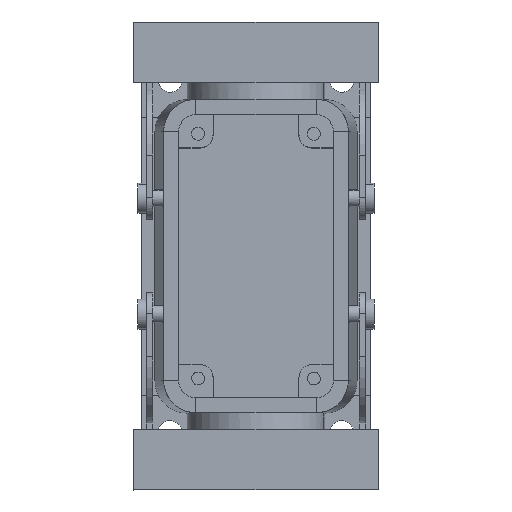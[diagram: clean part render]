
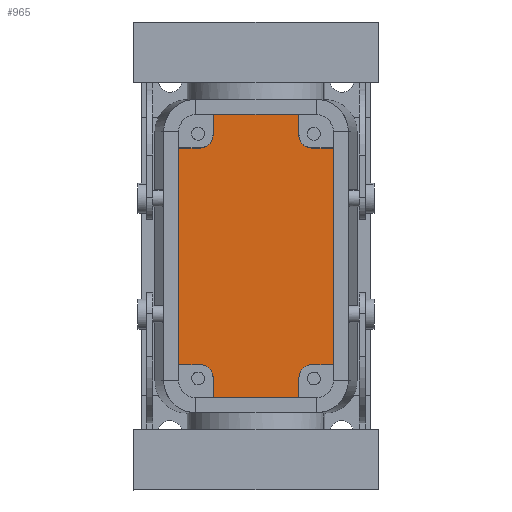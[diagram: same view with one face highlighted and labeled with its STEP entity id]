
A CAD part, top view. The second image highlights one B-rep face of the part: STEP entity #965.
In plain terms, the highlighted planar face has unit normal (0, 0, 1).
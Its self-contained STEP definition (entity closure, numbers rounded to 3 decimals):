
#806=AXIS2_PLACEMENT_3D('Plane Axis2P3D',#803,#804,#805) ;
#258=CARTESIAN_POINT('Line Origine',(28.5,21.5,5.5)) ;
#262=CARTESIAN_POINT('Vertex',(18.5,21.5,5.5)) ;
#264=CARTESIAN_POINT('Vertex',(38.5,21.5,5.5)) ;
#803=CARTESIAN_POINT('Axis2P3D Location',(28.5,54.5,5.5)) ;
#809=CARTESIAN_POINT('Control Point',(18.5,82.75,5.5)) ;
#810=CARTESIAN_POINT('Control Point',(18.5,82.411,5.5)) ;
#811=CARTESIAN_POINT('Control Point',(18.452,82.071,5.5)) ;
#812=CARTESIAN_POINT('Control Point',(18.356,81.741,5.5)) ;
#813=CARTESIAN_POINT('Control Point',(18.073,81.116,5.5)) ;
#814=CARTESIAN_POINT('Control Point',(17.628,80.595,5.5)) ;
#815=CARTESIAN_POINT('Control Point',(17.37,80.367,5.5)) ;
#816=CARTESIAN_POINT('Control Point',(16.861,80.033,5.5)) ;
#817=CARTESIAN_POINT('Control Point',(16.287,79.837,5.5)) ;
#818=CARTESIAN_POINT('Control Point',(16.027,79.779,5.5)) ;
#819=CARTESIAN_POINT('Control Point',(15.764,79.75,5.5)) ;
#820=CARTESIAN_POINT('Control Point',(15.5,79.75,5.5)) ;
#821=CARTESIAN_POINT('Vertex',(15.5,79.75,5.5)) ;
#823=CARTESIAN_POINT('Vertex',(18.5,82.75,5.5)) ;
#826=CARTESIAN_POINT('Line Origine',(13.,79.75,5.5)) ;
#830=CARTESIAN_POINT('Vertex',(10.5,79.75,5.5)) ;
#833=CARTESIAN_POINT('Line Origine',(10.5,54.5,5.5)) ;
#837=CARTESIAN_POINT('Vertex',(10.5,29.25,5.5)) ;
#840=CARTESIAN_POINT('Line Origine',(13.,29.25,5.5)) ;
#844=CARTESIAN_POINT('Vertex',(15.5,29.25,5.5)) ;
#848=CARTESIAN_POINT('Control Point',(15.5,29.25,5.5)) ;
#849=CARTESIAN_POINT('Control Point',(15.839,29.25,5.5)) ;
#850=CARTESIAN_POINT('Control Point',(16.179,29.202,5.5)) ;
#851=CARTESIAN_POINT('Control Point',(16.509,29.106,5.5)) ;
#852=CARTESIAN_POINT('Control Point',(17.134,28.823,5.5)) ;
#853=CARTESIAN_POINT('Control Point',(17.655,28.378,5.5)) ;
#854=CARTESIAN_POINT('Control Point',(17.883,28.12,5.5)) ;
#855=CARTESIAN_POINT('Control Point',(18.217,27.611,5.5)) ;
#856=CARTESIAN_POINT('Control Point',(18.413,27.037,5.5)) ;
#857=CARTESIAN_POINT('Control Point',(18.471,26.777,5.5)) ;
#858=CARTESIAN_POINT('Control Point',(18.5,26.514,5.5)) ;
#859=CARTESIAN_POINT('Control Point',(18.5,26.25,5.5)) ;
#860=CARTESIAN_POINT('Vertex',(18.5,26.25,5.5)) ;
#863=CARTESIAN_POINT('Line Origine',(18.5,23.875,5.5)) ;
#868=CARTESIAN_POINT('Line Origine',(38.5,23.875,5.5)) ;
#872=CARTESIAN_POINT('Vertex',(38.5,26.25,5.5)) ;
#876=CARTESIAN_POINT('Control Point',(38.5,26.25,5.5)) ;
#877=CARTESIAN_POINT('Control Point',(38.5,26.589,5.5)) ;
#878=CARTESIAN_POINT('Control Point',(38.548,26.929,5.5)) ;
#879=CARTESIAN_POINT('Control Point',(38.644,27.259,5.5)) ;
#880=CARTESIAN_POINT('Control Point',(38.927,27.884,5.5)) ;
#881=CARTESIAN_POINT('Control Point',(39.372,28.405,5.5)) ;
#882=CARTESIAN_POINT('Control Point',(39.63,28.633,5.5)) ;
#883=CARTESIAN_POINT('Control Point',(40.139,28.967,5.5)) ;
#884=CARTESIAN_POINT('Control Point',(40.713,29.163,5.5)) ;
#885=CARTESIAN_POINT('Control Point',(40.973,29.221,5.5)) ;
#886=CARTESIAN_POINT('Control Point',(41.236,29.25,5.5)) ;
#887=CARTESIAN_POINT('Control Point',(41.5,29.25,5.5)) ;
#888=CARTESIAN_POINT('Vertex',(41.5,29.25,5.5)) ;
#891=CARTESIAN_POINT('Line Origine',(44.,29.25,5.5)) ;
#895=CARTESIAN_POINT('Vertex',(46.5,29.25,5.5)) ;
#898=CARTESIAN_POINT('Line Origine',(46.5,54.5,5.5)) ;
#902=CARTESIAN_POINT('Vertex',(46.5,79.75,5.5)) ;
#905=CARTESIAN_POINT('Line Origine',(44.,79.75,5.5)) ;
#909=CARTESIAN_POINT('Vertex',(41.5,79.75,5.5)) ;
#913=CARTESIAN_POINT('Control Point',(41.5,79.75,5.5)) ;
#914=CARTESIAN_POINT('Control Point',(41.161,79.75,5.5)) ;
#915=CARTESIAN_POINT('Control Point',(40.821,79.798,5.5)) ;
#916=CARTESIAN_POINT('Control Point',(40.491,79.894,5.5)) ;
#917=CARTESIAN_POINT('Control Point',(39.866,80.177,5.5)) ;
#918=CARTESIAN_POINT('Control Point',(39.345,80.622,5.5)) ;
#919=CARTESIAN_POINT('Control Point',(39.117,80.88,5.5)) ;
#920=CARTESIAN_POINT('Control Point',(38.783,81.389,5.5)) ;
#921=CARTESIAN_POINT('Control Point',(38.587,81.963,5.5)) ;
#922=CARTESIAN_POINT('Control Point',(38.529,82.223,5.5)) ;
#923=CARTESIAN_POINT('Control Point',(38.5,82.486,5.5)) ;
#924=CARTESIAN_POINT('Control Point',(38.5,82.75,5.5)) ;
#925=CARTESIAN_POINT('Vertex',(38.5,82.75,5.5)) ;
#928=CARTESIAN_POINT('Line Origine',(38.5,85.125,5.5)) ;
#932=CARTESIAN_POINT('Vertex',(38.5,87.5,5.5)) ;
#935=CARTESIAN_POINT('Line Origine',(28.5,87.5,5.5)) ;
#939=CARTESIAN_POINT('Vertex',(18.5,87.5,5.5)) ;
#942=CARTESIAN_POINT('Line Origine',(18.5,85.125,5.5)) ;
#259=DIRECTION('Vector Direction',(1.,0.,0.)) ;
#804=DIRECTION('Axis2P3D Direction',(0.,-0.,1.)) ;
#805=DIRECTION('Axis2P3D XDirection',(0.,1.,0.)) ;
#827=DIRECTION('Vector Direction',(1.,0.,0.)) ;
#834=DIRECTION('Vector Direction',(0.,1.,0.)) ;
#841=DIRECTION('Vector Direction',(1.,0.,0.)) ;
#864=DIRECTION('Vector Direction',(0.,-1.,0.)) ;
#869=DIRECTION('Vector Direction',(0.,-1.,0.)) ;
#892=DIRECTION('Vector Direction',(-1.,0.,0.)) ;
#899=DIRECTION('Vector Direction',(0.,-1.,0.)) ;
#906=DIRECTION('Vector Direction',(-1.,0.,0.)) ;
#929=DIRECTION('Vector Direction',(0.,1.,0.)) ;
#936=DIRECTION('Vector Direction',(-1.,0.,0.)) ;
#943=DIRECTION('Vector Direction',(0.,1.,0.)) ;
#260=VECTOR('Line Direction',#259,1.) ;
#828=VECTOR('Line Direction',#827,1.) ;
#835=VECTOR('Line Direction',#834,1.) ;
#842=VECTOR('Line Direction',#841,1.) ;
#865=VECTOR('Line Direction',#864,1.) ;
#870=VECTOR('Line Direction',#869,1.) ;
#893=VECTOR('Line Direction',#892,1.) ;
#900=VECTOR('Line Direction',#899,1.) ;
#907=VECTOR('Line Direction',#906,1.) ;
#930=VECTOR('Line Direction',#929,1.) ;
#937=VECTOR('Line Direction',#936,1.) ;
#944=VECTOR('Line Direction',#943,1.) ;
#948=ORIENTED_EDGE('',*,*,#825,.F.) ;
#949=ORIENTED_EDGE('',*,*,#832,.F.) ;
#950=ORIENTED_EDGE('',*,*,#839,.T.) ;
#951=ORIENTED_EDGE('',*,*,#846,.T.) ;
#952=ORIENTED_EDGE('',*,*,#862,.F.) ;
#953=ORIENTED_EDGE('',*,*,#867,.T.) ;
#954=ORIENTED_EDGE('',*,*,#266,.T.) ;
#955=ORIENTED_EDGE('',*,*,#874,.F.) ;
#956=ORIENTED_EDGE('',*,*,#890,.F.) ;
#957=ORIENTED_EDGE('',*,*,#897,.F.) ;
#958=ORIENTED_EDGE('',*,*,#904,.T.) ;
#959=ORIENTED_EDGE('',*,*,#911,.T.) ;
#960=ORIENTED_EDGE('',*,*,#927,.F.) ;
#961=ORIENTED_EDGE('',*,*,#934,.T.) ;
#962=ORIENTED_EDGE('',*,*,#941,.T.) ;
#963=ORIENTED_EDGE('',*,*,#946,.F.) ;
#965=ADVANCED_FACE('Housing',(#964),#807,.T.) ;
#808=B_SPLINE_CURVE_WITH_KNOTS('',5,(#809,#810,#811,#812,#813,#814,#815,#816,#817,#818,#819,#820),.UNSPECIFIED.,.F.,.U.,(6,3,3,6),(0.,2.4,4.8,6.664),.UNSPECIFIED.) ;
#847=B_SPLINE_CURVE_WITH_KNOTS('',5,(#848,#849,#850,#851,#852,#853,#854,#855,#856,#857,#858,#859),.UNSPECIFIED.,.F.,.U.,(6,3,3,6),(0.,2.4,4.8,6.664),.UNSPECIFIED.) ;
#875=B_SPLINE_CURVE_WITH_KNOTS('',5,(#876,#877,#878,#879,#880,#881,#882,#883,#884,#885,#886,#887),.UNSPECIFIED.,.F.,.U.,(6,3,3,6),(0.,2.4,4.8,6.664),.UNSPECIFIED.) ;
#912=B_SPLINE_CURVE_WITH_KNOTS('',5,(#913,#914,#915,#916,#917,#918,#919,#920,#921,#922,#923,#924),.UNSPECIFIED.,.F.,.U.,(6,3,3,6),(0.,2.4,4.8,6.664),.UNSPECIFIED.) ;
#266=EDGE_CURVE('',#263,#265,#261,.T.) ;
#825=EDGE_CURVE('',#822,#824,#808,.F.) ;
#832=EDGE_CURVE('',#831,#822,#829,.T.) ;
#839=EDGE_CURVE('',#831,#838,#836,.F.) ;
#846=EDGE_CURVE('',#838,#845,#843,.T.) ;
#862=EDGE_CURVE('',#861,#845,#847,.F.) ;
#867=EDGE_CURVE('',#861,#263,#866,.T.) ;
#874=EDGE_CURVE('',#873,#265,#871,.T.) ;
#890=EDGE_CURVE('',#889,#873,#875,.F.) ;
#897=EDGE_CURVE('',#896,#889,#894,.T.) ;
#904=EDGE_CURVE('',#896,#903,#901,.F.) ;
#911=EDGE_CURVE('',#903,#910,#908,.T.) ;
#927=EDGE_CURVE('',#926,#910,#912,.F.) ;
#934=EDGE_CURVE('',#926,#933,#931,.T.) ;
#941=EDGE_CURVE('',#933,#940,#938,.T.) ;
#946=EDGE_CURVE('',#824,#940,#945,.T.) ;
#947=EDGE_LOOP('',(#948,#949,#950,#951,#952,#953,#954,#955,#956,#957,#958,#959,#960,#961,#962,#963)) ;
#964=FACE_OUTER_BOUND('',#947,.T.) ;
#261=LINE('Line',#258,#260) ;
#829=LINE('Line',#826,#828) ;
#836=LINE('Line',#833,#835) ;
#843=LINE('Line',#840,#842) ;
#866=LINE('Line',#863,#865) ;
#871=LINE('Line',#868,#870) ;
#894=LINE('Line',#891,#893) ;
#901=LINE('Line',#898,#900) ;
#908=LINE('Line',#905,#907) ;
#931=LINE('Line',#928,#930) ;
#938=LINE('Line',#935,#937) ;
#945=LINE('Line',#942,#944) ;
#807=PLANE('',#806) ;
#263=VERTEX_POINT('',#262) ;
#265=VERTEX_POINT('',#264) ;
#822=VERTEX_POINT('',#821) ;
#824=VERTEX_POINT('',#823) ;
#831=VERTEX_POINT('',#830) ;
#838=VERTEX_POINT('',#837) ;
#845=VERTEX_POINT('',#844) ;
#861=VERTEX_POINT('',#860) ;
#873=VERTEX_POINT('',#872) ;
#889=VERTEX_POINT('',#888) ;
#896=VERTEX_POINT('',#895) ;
#903=VERTEX_POINT('',#902) ;
#910=VERTEX_POINT('',#909) ;
#926=VERTEX_POINT('',#925) ;
#933=VERTEX_POINT('',#932) ;
#940=VERTEX_POINT('',#939) ;
